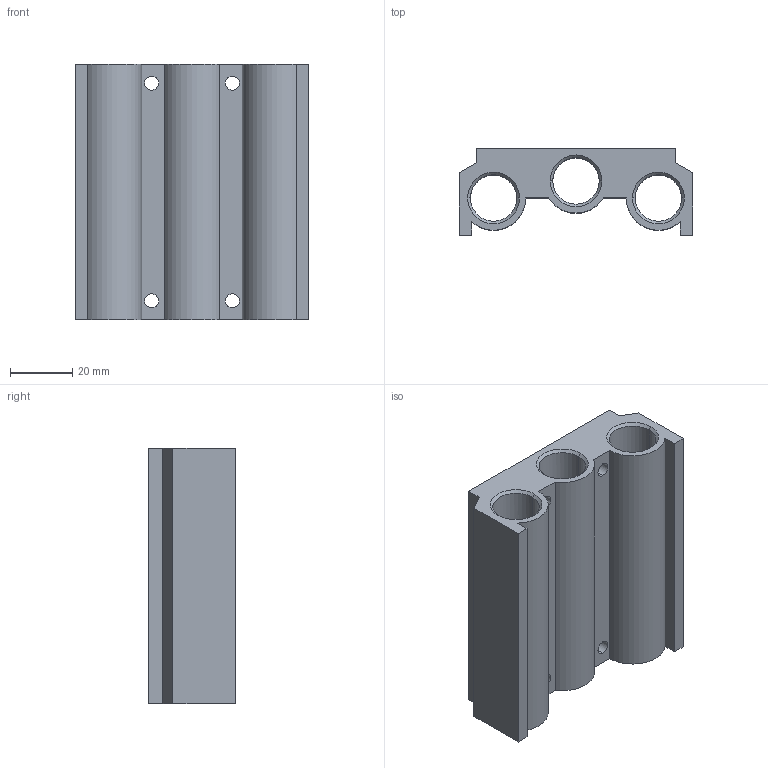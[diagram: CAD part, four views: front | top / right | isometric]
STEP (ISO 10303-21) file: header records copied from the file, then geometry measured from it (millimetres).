
FILE_DESCRIPTION (( 'STEP AP214' ), '1' );
FILE_NAME ('EMC-V53-2.STEP', '2020-04-02T09:06:22', ( '' ), ( '' ), 'SwSTEP 2.0', 'SolidWorks 2020', '' );
FILE_SCHEMA (( 'AUTOMOTIVE_DESIGN' ));
Length unit declared in the file: millimetre
Products named in the file (1): EMC-V53-2
Bounding box: 75 x 28 x 82 mm (x, y, z)
Volume: 82296.6 mm3; surface area: 33563.8 mm2
Topology: 1 solids, 1 shells, 82 faces, 214 edges, 130 vertices
Faces by surface type: cylinder 37, cone 26, plane 19
Entity records: 3568 total; most frequent: CARTESIAN_POINT 1475, DIRECTION 440, ORIENTED_EDGE 412, EDGE_CURVE 206, AXIS2_PLACEMENT_3D 167, VERTEX_POINT 130, EDGE_LOOP 112, VECTOR 106
